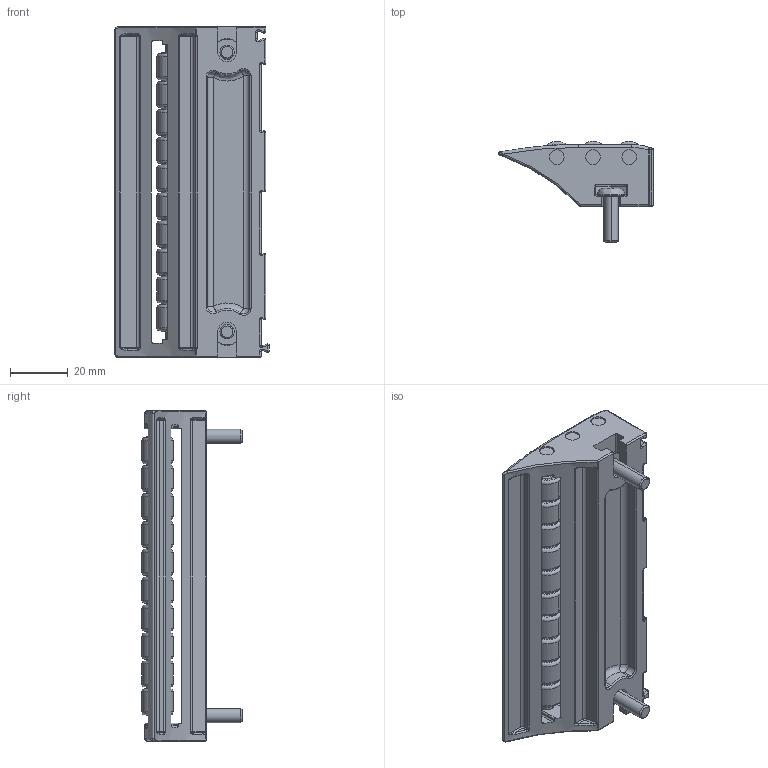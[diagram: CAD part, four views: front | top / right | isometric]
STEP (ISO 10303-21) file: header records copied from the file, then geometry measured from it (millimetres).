
FILE_DESCRIPTION (( 'STEP AP214' ), '1' );
FILE_NAME ('Rexnord-S0567-S0567-677322.STEP', '2019-06-14T14:30:21', ( '' ), ( '' ), 'SwSTEP 2.0', 'SolidWorks 2019', '' );
FILE_SCHEMA (( 'AUTOMOTIVE_DESIGN' ));
Length unit declared in the file: millimetre
Products named in the file (2): 677322; Rexnord-S0567-S0567-677322
Assembly tree (1 placements, depth 2):
  Rexnord-S0567-S0567-677322
    677322
Bounding box: 53.62 x 35 x 115 mm (x, y, z)
Volume: 54441.3 mm3; surface area: 40788 mm2
Topology: 4 solids, 4 shells, 792 faces, 1983 edges, 1276 vertices
Faces by surface type: cylinder 334, bspline 256, plane 182, cone 20
Entity records: 40522 total; most frequent: CARTESIAN_POINT 13853, ORIENTED_EDGE 3966, DIRECTION 3580, EDGE_CURVE 1983, AXIS2_PLACEMENT_3D 1489, VERTEX_POINT 1276, CIRCLE 949, EDGE_LOOP 887
